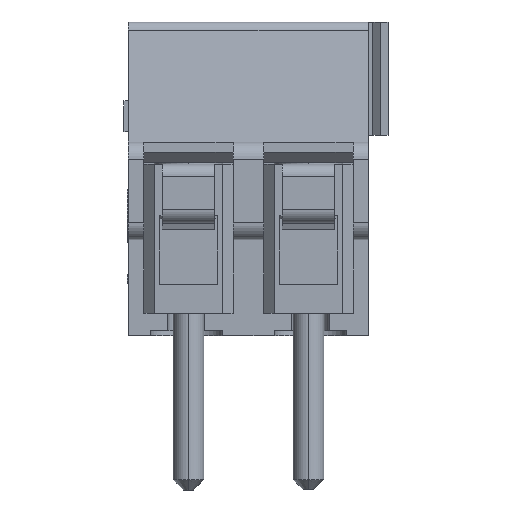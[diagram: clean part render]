
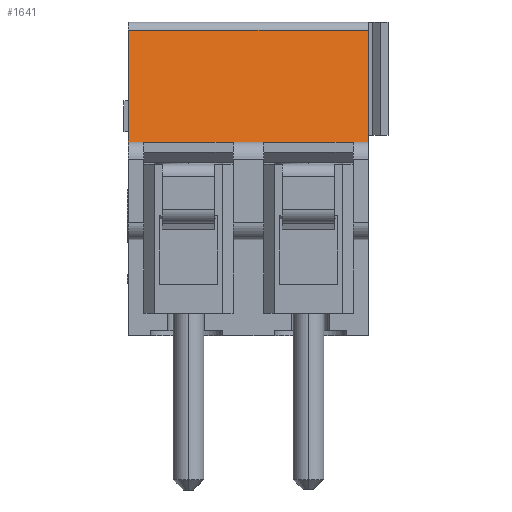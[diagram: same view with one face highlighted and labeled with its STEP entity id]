
A CAD part, front view. The second image highlights one B-rep face of the part: STEP entity #1641.
In plain terms, the highlighted planar face has unit normal (0, -0.985, 0.174).
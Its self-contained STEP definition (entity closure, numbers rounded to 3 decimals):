
#1641=ADVANCED_FACE('',(#3395),#3396,.F.);
#3395=FACE_OUTER_BOUND('',#5256,.T.);
#3396=PLANE('',#5257);
#5256=EDGE_LOOP('',(#10465,#10466,#10467,#10468));
#5257=AXIS2_PLACEMENT_3D('',#10469,#10470,#10471);
#10465=ORIENTED_EDGE('',*,*,#13405,.F.);
#10466=ORIENTED_EDGE('',*,*,#11988,.F.);
#10467=ORIENTED_EDGE('',*,*,#13403,.T.);
#10468=ORIENTED_EDGE('',*,*,#13358,.F.);
#10469=CARTESIAN_POINT('',(2.077,0.562,6.));
#10470=DIRECTION('',(0.0,0.985,-0.174));
#10471=DIRECTION('',(0.0,0.174,0.985));
#11988=EDGE_CURVE('',#14602,#14604,#14605,.T.);
#13358=EDGE_CURVE('',#16614,#16616,#16617,.T.);
#13403=EDGE_CURVE('',#14602,#16616,#16679,.T.);
#13405=EDGE_CURVE('',#14604,#16614,#16681,.T.);
#14602=VERTEX_POINT('',#18480);
#14604=VERTEX_POINT('',#18483);
#14605=LINE('',#18484,#18485);
#16614=VERTEX_POINT('',#21590);
#16616=VERTEX_POINT('',#21592);
#16617=LINE('',#21593,#21594);
#16679=LINE('',#21684,#21685);
#16681=LINE('',#21687,#21688);
#18480=CARTESIAN_POINT('',(0.0,0.5,5.65));
#18483=CARTESIAN_POINT('',(0.0,1.073,8.902));
#18484=CARTESIAN_POINT('',(0.0,0.198,3.938));
#18485=VECTOR('',#23129,1.0);
#21590=CARTESIAN_POINT('',(7.,1.073,8.902));
#21592=CARTESIAN_POINT('',(7.,0.5,5.65));
#21593=CARTESIAN_POINT('',(7.,0.198,3.938));
#21594=VECTOR('',#24256,1.0);
#21684=CARTESIAN_POINT('',(-1.079,0.5,5.65));
#21685=VECTOR('',#24297,1.0);
#21687=CARTESIAN_POINT('',(-1.079,1.073,8.902));
#21688=VECTOR('',#24298,1.0);
#23129=DIRECTION('',(0.0,0.174,0.985));
#24256=DIRECTION('',(0.0,-0.174,-0.985));
#24297=DIRECTION('',(1.0,0.0,0.0));
#24298=DIRECTION('',(1.0,0.0,0.0));
